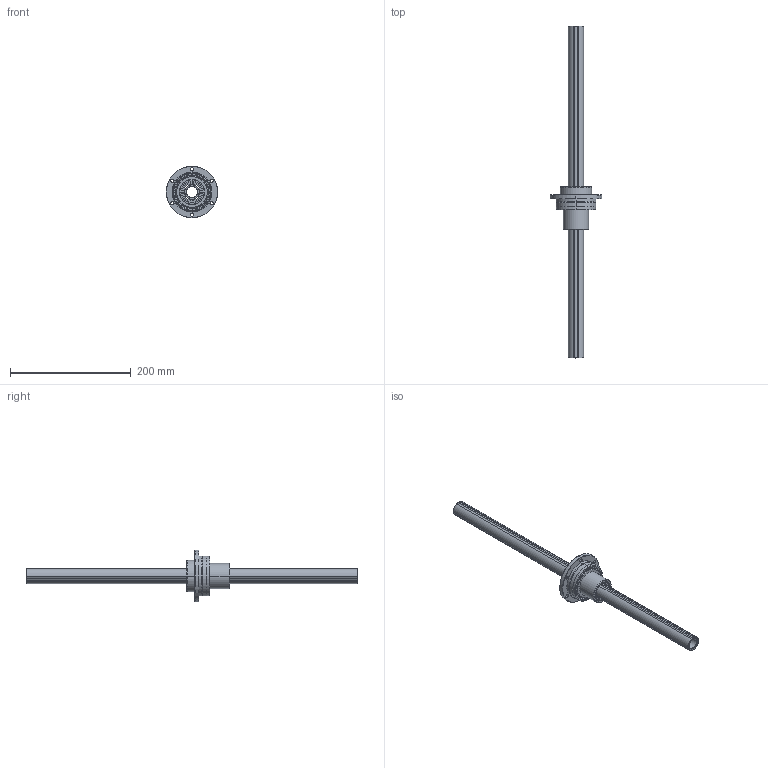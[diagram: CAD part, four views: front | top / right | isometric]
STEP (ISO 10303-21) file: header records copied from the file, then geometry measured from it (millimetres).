
FILE_DESCRIPTION((''),'2;1');
FILE_NAME('LSMB25_ASM','2024-01-31T15:27:04',('10034182'),(''),'CREO PARAMETRIC BY PTC INC, 2019080','CREO PARAMETRIC BY PTC INC, 2019080','');
FILE_SCHEMA(('CONFIG_CONTROL_DESIGN'));
Length unit declared in the file: millimetre
Products named in the file (3): SHAFT_25; LINER_25_NUT; LSMB25_ASM
Assembly tree (2 placements, depth 2):
  LSMB25_ASM
    SHAFT_25
    LINER_25_NUT
Bounding box: 86 x 550 x 86 mm (x, y, z)
Volume: 124178.5 mm3; surface area: 122167.5 mm2
Topology: 1 solids, 9 shells, 257 faces, 650 edges, 424 vertices
Faces by surface type: cylinder 112, cone 64, torus 42, plane 39
Entity records: 8091 total; most frequent: DIRECTION 1582, CARTESIAN_POINT 1440, ORIENTED_EDGE 1276, AXIS2_PLACEMENT_3D 706, EDGE_CURVE 638, CIRCLE 444, VERTEX_POINT 424, EDGE_LOOP 308
